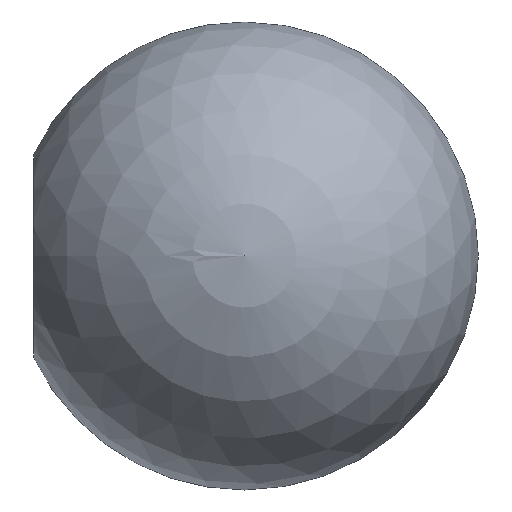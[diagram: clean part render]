
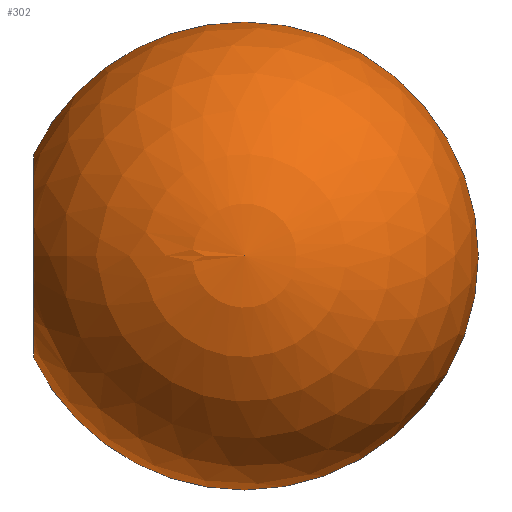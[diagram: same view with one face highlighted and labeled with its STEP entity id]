
A CAD part, top view. The second image highlights one B-rep face of the part: STEP entity #302.
In plain terms, the highlighted spherical face has radius 15 mm.
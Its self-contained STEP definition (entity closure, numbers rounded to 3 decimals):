
#2 = DIRECTION ( 'NONE',  ( 1., 0., 0. ) ) ;
#4 = DIRECTION ( 'NONE',  ( 1., 0., 0. ) ) ;
#8 = ORIENTED_EDGE ( 'NONE', *, *, #243, .F. ) ;
#16 = SPHERICAL_SURFACE ( 'NONE', #289, 15. ) ;
#21 = EDGE_CURVE ( 'NONE', #39, #105, #288, .T. ) ;
#27 = CARTESIAN_POINT ( 'NONE',  ( -13.507, 15., 0. ) ) ;
#31 = ORIENTED_EDGE ( 'NONE', *, *, #140, .T. ) ;
#39 = VERTEX_POINT ( 'NONE', #136 ) ;
#42 = EDGE_CURVE ( 'NONE', #159, #173, #131, .T. ) ;
#43 = AXIS2_PLACEMENT_3D ( 'NONE', #271, #232, #116 ) ;
#67 = ORIENTED_EDGE ( 'NONE', *, *, #42, .T. ) ;
#70 = CIRCLE ( 'NONE', #241, 6.525 ) ;
#80 = DIRECTION ( 'NONE',  ( 1., 0., 0. ) ) ;
#100 = EDGE_LOOP ( 'NONE', ( #8, #214, #67, #31, #172 ) ) ;
#105 = VERTEX_POINT ( 'NONE', #245 ) ;
#106 = AXIS2_PLACEMENT_3D ( 'NONE', #110, #198, #287 ) ;
#110 = CARTESIAN_POINT ( 'NONE',  ( 0., 15., 0. ) ) ;
#116 = DIRECTION ( 'NONE',  ( 0., 0., -1. ) ) ;
#125 = CIRCLE ( 'NONE', #106, 15. ) ;
#131 = CIRCLE ( 'NONE', #43, 6.525 ) ;
#132 = CARTESIAN_POINT ( 'NONE',  ( -13.507, 15., 6.525 ) ) ;
#136 = CARTESIAN_POINT ( 'NONE',  ( -13.507, 8.475, 0. ) ) ;
#140 = EDGE_CURVE ( 'NONE', #173, #39, #70, .T. ) ;
#156 = CARTESIAN_POINT ( 'NONE',  ( 0., 15., 0. ) ) ;
#158 = DIRECTION ( 'NONE',  ( 0., 0., -1. ) ) ;
#159 = VERTEX_POINT ( 'NONE', #285 ) ;
#167 = FACE_OUTER_BOUND ( 'NONE', #100, .T. ) ;
#172 = ORIENTED_EDGE ( 'NONE', *, *, #21, .T. ) ;
#173 = VERTEX_POINT ( 'NONE', #132 ) ;
#175 = AXIS2_PLACEMENT_3D ( 'NONE', #210, #299, #80 ) ;
#198 = DIRECTION ( 'NONE',  ( 0., 0., -1. ) ) ;
#210 = CARTESIAN_POINT ( 'NONE',  ( 0., 15., 0. ) ) ;
#214 = ORIENTED_EDGE ( 'NONE', *, *, #238, .T. ) ;
#232 = DIRECTION ( 'NONE',  ( 1., 0., 0. ) ) ;
#238 = EDGE_CURVE ( 'NONE', #279, #159, #256, .T. ) ;
#240 = DIRECTION ( 'NONE',  ( 0., 0., 1. ) ) ;
#241 = AXIS2_PLACEMENT_3D ( 'NONE', #27, #2, #158 ) ;
#243 = EDGE_CURVE ( 'NONE', #279, #105, #125, .T. ) ;
#245 = CARTESIAN_POINT ( 'NONE',  ( 0., 0., 0. ) ) ;
#249 = CARTESIAN_POINT ( 'NONE',  ( 0., 30., 0. ) ) ;
#256 = CIRCLE ( 'NONE', #284, 15. ) ;
#269 = DIRECTION ( 'NONE',  ( 0., 0., -1. ) ) ;
#271 = CARTESIAN_POINT ( 'NONE',  ( -13.507, 15., 0. ) ) ;
#279 = VERTEX_POINT ( 'NONE', #249 ) ;
#284 = AXIS2_PLACEMENT_3D ( 'NONE', #156, #240, #4 ) ;
#285 = CARTESIAN_POINT ( 'NONE',  ( -13.507, 21.525, 0. ) ) ;
#287 = DIRECTION ( 'NONE',  ( -1., 0., 0. ) ) ;
#288 = CIRCLE ( 'NONE', #175, 15. ) ;
#289 = AXIS2_PLACEMENT_3D ( 'NONE', #297, #269, #294 ) ;
#294 = DIRECTION ( 'NONE',  ( -1., 0., 0. ) ) ;
#297 = CARTESIAN_POINT ( 'NONE',  ( 0., 15., 0. ) ) ;
#299 = DIRECTION ( 'NONE',  ( 0., 0., 1. ) ) ;
#302 = ADVANCED_FACE ( 'NONE', ( #167 ), #16, .T. ) ;
